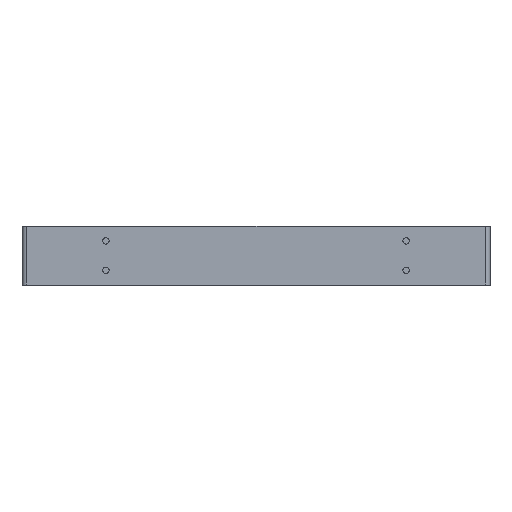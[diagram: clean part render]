
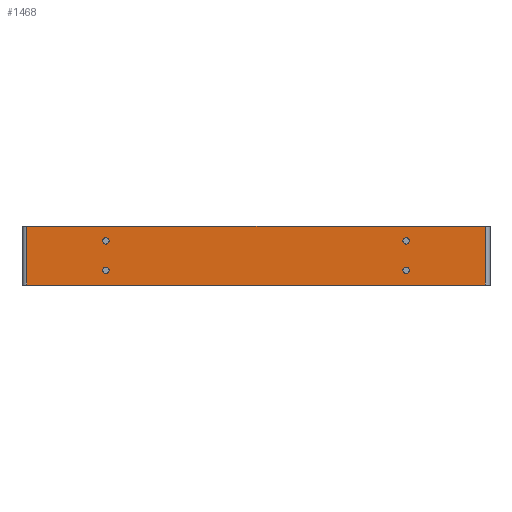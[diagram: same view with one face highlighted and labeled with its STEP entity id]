
A CAD part, top view. The second image highlights one B-rep face of the part: STEP entity #1468.
In plain terms, the highlighted planar face has unit normal (0, 0, 1).
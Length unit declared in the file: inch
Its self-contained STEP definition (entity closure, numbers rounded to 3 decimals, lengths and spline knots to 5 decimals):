
#77=LINE('',#2264,#207);
#83=LINE('',#2282,#213);
#86=LINE('',#2288,#216);
#87=LINE('',#2289,#217);
#207=VECTOR('',#1844,1.25);
#213=VECTOR('',#1868,9.727);
#216=VECTOR('',#1873,9.727);
#217=VECTOR('',#1874,1.25);
#323=PLANE('',#1600);
#385=FACE_BOUND('',#545,.T.);
#386=FACE_BOUND('',#546,.T.);
#387=FACE_BOUND('',#547,.T.);
#388=FACE_BOUND('',#548,.T.);
#389=FACE_BOUND('',#549,.T.);
#545=EDGE_LOOP('',(#1103));
#546=EDGE_LOOP('',(#1104));
#547=EDGE_LOOP('',(#1105));
#548=EDGE_LOOP('',(#1106));
#549=EDGE_LOOP('',(#1107,#1108,#1109,#1110));
#628=CIRCLE('',#1552,0.068);
#630=CIRCLE('',#1555,0.068);
#632=CIRCLE('',#1558,0.068);
#634=CIRCLE('',#1561,0.068);
#682=VERTEX_POINT('',#2158);
#684=VERTEX_POINT('',#2163);
#686=VERTEX_POINT('',#2168);
#688=VERTEX_POINT('',#2173);
#713=VERTEX_POINT('',#2261);
#714=VERTEX_POINT('',#2263);
#717=VERTEX_POINT('',#2281);
#719=VERTEX_POINT('',#2287);
#800=EDGE_CURVE('',#682,#682,#628,.T.);
#802=EDGE_CURVE('',#684,#684,#630,.T.);
#804=EDGE_CURVE('',#686,#686,#632,.T.);
#806=EDGE_CURVE('',#688,#688,#634,.T.);
#850=EDGE_CURVE('',#714,#713,#77,.T.);
#859=EDGE_CURVE('',#714,#717,#83,.T.);
#862=EDGE_CURVE('',#719,#713,#86,.T.);
#863=EDGE_CURVE('',#719,#717,#87,.T.);
#1103=ORIENTED_EDGE('',*,*,#800,.T.);
#1104=ORIENTED_EDGE('',*,*,#802,.T.);
#1105=ORIENTED_EDGE('',*,*,#804,.T.);
#1106=ORIENTED_EDGE('',*,*,#806,.T.);
#1107=ORIENTED_EDGE('',*,*,#850,.T.);
#1108=ORIENTED_EDGE('',*,*,#862,.F.);
#1109=ORIENTED_EDGE('',*,*,#863,.T.);
#1110=ORIENTED_EDGE('',*,*,#859,.F.);
#1468=ADVANCED_FACE('',(#385,#386,#387,#388,#389),#323,.T.);
#1552=AXIS2_PLACEMENT_3D('',#2159,#1732,#1733);
#1555=AXIS2_PLACEMENT_3D('',#2164,#1738,#1739);
#1558=AXIS2_PLACEMENT_3D('',#2169,#1744,#1745);
#1561=AXIS2_PLACEMENT_3D('',#2174,#1750,#1751);
#1600=AXIS2_PLACEMENT_3D('',#2286,#1871,#1872);
#1732=DIRECTION('center_axis',(0.,0.,-1.));
#1733=DIRECTION('ref_axis',(-1.,0.,0.));
#1738=DIRECTION('center_axis',(0.,0.,-1.));
#1739=DIRECTION('ref_axis',(-1.,0.,0.));
#1744=DIRECTION('center_axis',(0.,0.,-1.));
#1745=DIRECTION('ref_axis',(-1.,0.,0.));
#1750=DIRECTION('center_axis',(0.,0.,-1.));
#1751=DIRECTION('ref_axis',(-1.,0.,0.));
#1844=DIRECTION('',(0.,1.,0.));
#1868=DIRECTION('',(-1.,0.,0.));
#1871=DIRECTION('center_axis',(0.,0.,1.));
#1872=DIRECTION('ref_axis',(1.,0.,0.));
#1873=DIRECTION('',(1.,0.,0.));
#1874=DIRECTION('',(0.,-1.,0.));
#2158=CARTESIAN_POINT('',(3.2555,-0.3125,0.074));
#2159=CARTESIAN_POINT('Origin',(3.1875,-0.3125,0.074));
#2163=CARTESIAN_POINT('',(-3.1195,-0.3125,0.074));
#2164=CARTESIAN_POINT('Origin',(-3.1875,-0.3125,0.074));
#2168=CARTESIAN_POINT('',(-3.1195,0.3125,0.074));
#2169=CARTESIAN_POINT('Origin',(-3.1875,0.3125,0.074));
#2173=CARTESIAN_POINT('',(3.2555,0.3125,0.074));
#2174=CARTESIAN_POINT('Origin',(3.1875,0.3125,0.074));
#2261=CARTESIAN_POINT('',(4.8635,0.625,0.074));
#2263=CARTESIAN_POINT('',(4.8635,-0.625,0.074));
#2264=CARTESIAN_POINT('',(4.8635,-0.3125,0.074));
#2281=CARTESIAN_POINT('',(-4.8635,-0.625,0.074));
#2282=CARTESIAN_POINT('',(4.96875,-0.625,0.074));
#2286=CARTESIAN_POINT('Origin',(0.,0.,
0.074));
#2287=CARTESIAN_POINT('',(-4.8635,0.625,0.074));
#2288=CARTESIAN_POINT('',(-4.96875,0.625,0.074));
#2289=CARTESIAN_POINT('',(-4.8635,0.3125,0.074));
